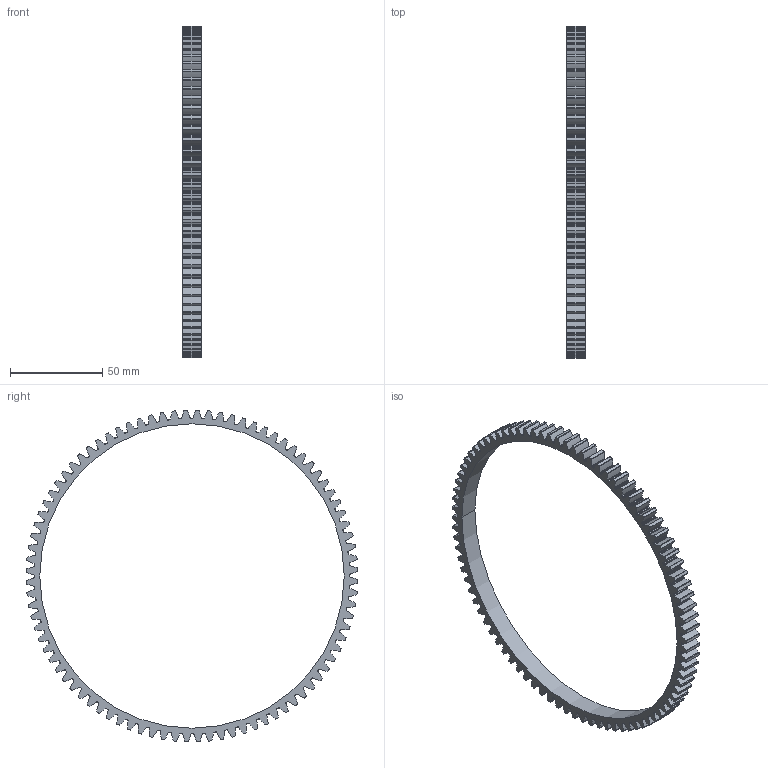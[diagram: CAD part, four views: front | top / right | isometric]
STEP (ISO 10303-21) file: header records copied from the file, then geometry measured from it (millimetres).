
FILE_DESCRIPTION(('STEP AP214'),'1');
FILE_NAME('cctmp_90F0B5C2-29CC-43FD-BC7E-23F3824DFCEE_2025_06_23_13_05_52_0037_196636..stp','2025-06-23T11:05:52',('igus GmbH'),('CADClick - www.CADClick.com'),'Spatial InterOp 3D',' ','unknown authorization');
FILE_SCHEMA(('AUTOMOTIVE_DESIGN'));
Length unit declared in the file: millimetre
Products named in the file (1): 2025_06_23_13_05_52_0037
Bounding box: 10 x 179.95 x 179.95 mm (x, y, z)
Volume: 28663.6 mm3; surface area: 21952.6 mm2
Topology: 1 solids, 1 shells, 1060 faces, 3174 edges, 2116 vertices
Faces by surface type: cylinder 1058, plane 2
Entity records: 45562 total; most frequent: DIRECTION 7412, CARTESIAN_POINT 6351, ORIENTED_EDGE 6348, AXIS2_PLACEMENT_3D 3177, EDGE_CURVE 3174, VERTEX_POINT 2116, CIRCLE 2116, EDGE_LOOP 1062
